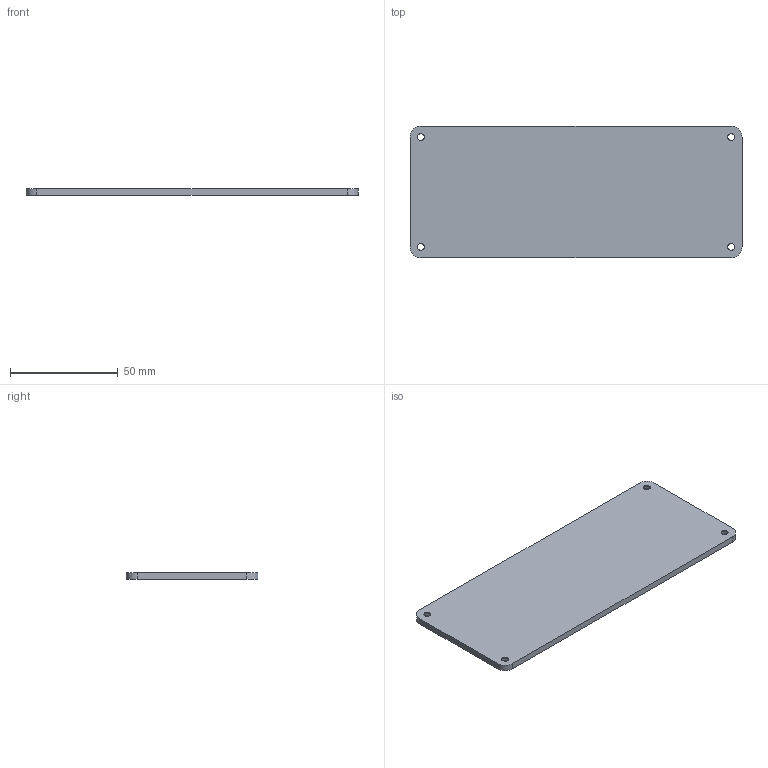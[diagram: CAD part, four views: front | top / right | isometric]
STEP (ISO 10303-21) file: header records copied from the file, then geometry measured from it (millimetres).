
FILE_DESCRIPTION(/* description */ ('','CAx-IF Rec.Pracs.---Representation and Presentation of Product Manufacturing Information (PMI)---4.0---2014-10-13'),/* implementation_level */ '2;1');
FILE_NAME(/* name */ 'linus ide toolbar Bottom.step',/* time_stamp */ '2025-02-05T19:39:06+01:00',/* author */ (''),/* organization */ (''),/* preprocessor_version */ 'ST-DEVELOPER v20',/* originating_system */ 'Autodesk Translation Framework v13.20.0.188',/* authorisation */ '');
FILE_SCHEMA (('AP242_MANAGED_MODEL_BASED_3D_ENGINEERING_MIM_LF { 1 0 10303 442 1 1 4 }'));
Length unit declared in the file: millimetre
Products named in the file (1): Bottom
Bounding box: 154 x 61 x 3 mm (x, y, z)
Volume: 27763.9 mm3; surface area: 20203.5 mm2
Topology: 1 solids, 1 shells, 289 faces, 783 edges, 522 vertices
Faces by surface type: bspline 158, plane 119, cylinder 12
Full cylindrical faces by diameter (mm): 3.2 x4, 6.5 x4
Entity records: 10557 total; most frequent: CARTESIAN_POINT 4281, ORIENTED_EDGE 1566, EDGE_CURVE 783, DIRECTION 755, VERTEX_POINT 522, LINE 443, VECTOR 443, EDGE_LOOP 323
